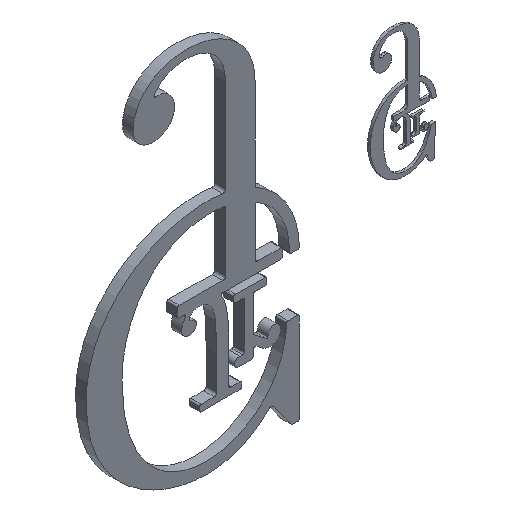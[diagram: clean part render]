
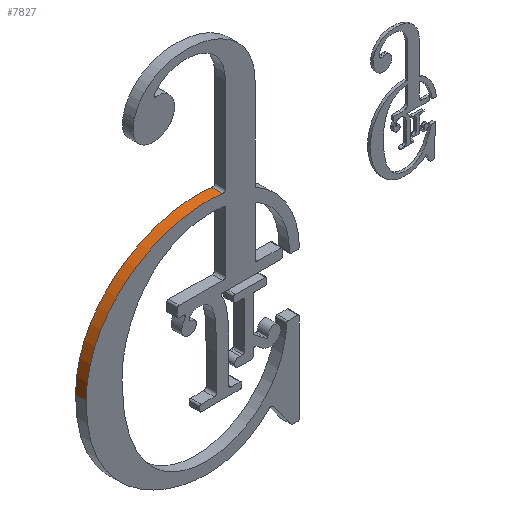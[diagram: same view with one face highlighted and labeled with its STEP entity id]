
A CAD part, isometric view. The second image highlights one B-rep face of the part: STEP entity #7827.
In plain terms, the highlighted free-form (B-spline) face has degree [5, 1] with [6, 2] control points.
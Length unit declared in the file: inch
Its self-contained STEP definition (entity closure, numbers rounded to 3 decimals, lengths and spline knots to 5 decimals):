
#244 = CARTESIAN_POINT ( 'NONE',  ( 0.72524, -0.1, -5.14448 ) ) ;
#708 = B_SPLINE_SURFACE_WITH_KNOTS ( 'NONE', 5, 1, ( 
 ( #3217, #244 ),
 ( #4409, #833 ),
 ( #5020, #1439 ),
 ( #5676, #2031 ),
 ( #6326, #2630 ),
 ( #6979, #3241 ) ),
 .UNSPECIFIED., .F., .F., .F.,
 ( 6, 6 ),
 ( 2, 2 ),
 ( 0., 0.53606 ),
 ( 0., 1. ),
 .UNSPECIFIED. ) ;
#833 = CARTESIAN_POINT ( 'NONE',  ( 0.72524, -0.1, -4.18996 ) ) ;
#976 = CARTESIAN_POINT ( 'NONE',  ( 0.72524, 0.1, -5.14448 ) ) ;
#1104 = CARTESIAN_POINT ( 'NONE',  ( 3.29856, -0.1, -3.04596 ) ) ;
#1186 = CARTESIAN_POINT ( 'NONE',  ( 0.72524, -0.1, -5.14448 ) ) ;
#1406 = EDGE_CURVE ( 'NONE', #5404, #7768, #2360, .T. ) ;
#1439 = CARTESIAN_POINT ( 'NONE',  ( 1.25172, -0.1, -3.50895 ) ) ;
#1516 = CARTESIAN_POINT ( 'NONE',  ( 1.96833, 0.1, -3.09698 ) ) ;
#1628 = EDGE_CURVE ( 'NONE', #6236, #5404, #2289, .T. ) ;
#1795 = CARTESIAN_POINT ( 'NONE',  ( 1.96833, -0.1, -3.09698 ) ) ;
#2031 = CARTESIAN_POINT ( 'NONE',  ( 1.96833, -0.1, -3.09698 ) ) ;
#2112 = CARTESIAN_POINT ( 'NONE',  ( 3.29856, 0.1, -3.04596 ) ) ;
#2227 = EDGE_LOOP ( 'NONE', ( #4353, #2871, #3066, #6648 ) ) ;
#2261 = CARTESIAN_POINT ( 'NONE',  ( 0.72524, 0.1, -5.14448 ) ) ;
#2289 = B_SPLINE_CURVE_WITH_KNOTS ( 'NONE', 5,
 ( #1186, #4753, #5397, #1795, #6063, #2388 ),
 .UNSPECIFIED., .F., .F.,
 ( 6, 6 ),
 ( 0., 0.53606 ),
 .UNSPECIFIED. ) ;
#2346 = VECTOR ( 'NONE', #5638, 39.37008 ) ;
#2360 = LINE ( 'NONE', #6291, #2346 ) ;
#2388 = CARTESIAN_POINT ( 'NONE',  ( 3.29856, -0.1, -3.04596 ) ) ;
#2630 = CARTESIAN_POINT ( 'NONE',  ( 2.68457, -0.1, -2.95783 ) ) ;
#2871 = ORIENTED_EDGE ( 'NONE', *, *, #1406, .T. ) ;
#3066 = ORIENTED_EDGE ( 'NONE', *, *, #5756, .F. ) ;
#3217 = CARTESIAN_POINT ( 'NONE',  ( 0.72524, 0.1, -5.14448 ) ) ;
#3241 = CARTESIAN_POINT ( 'NONE',  ( 3.29856, -0.1, -3.04596 ) ) ;
#3365 = DIRECTION ( 'NONE',  ( 0., -1., 0. ) ) ;
#3885 = CARTESIAN_POINT ( 'NONE',  ( 0.72524, 0.1, -4.18996 ) ) ;
#4306 = CARTESIAN_POINT ( 'NONE',  ( 0.72524, -0.1, -5.14448 ) ) ;
#4353 = ORIENTED_EDGE ( 'NONE', *, *, #1628, .T. ) ;
#4409 = CARTESIAN_POINT ( 'NONE',  ( 0.72524, 0.1, -4.18996 ) ) ;
#4753 = CARTESIAN_POINT ( 'NONE',  ( 0.72524, -0.1, -4.18996 ) ) ;
#4807 = VERTEX_POINT ( 'NONE', #2261 ) ;
#4888 = FACE_OUTER_BOUND ( 'NONE', #2227, .T. ) ;
#5020 = CARTESIAN_POINT ( 'NONE',  ( 1.25172, 0.1, -3.50895 ) ) ;
#5095 = CARTESIAN_POINT ( 'NONE',  ( 1.25172, 0.1, -3.50895 ) ) ;
#5288 = EDGE_CURVE ( 'NONE', #4807, #6236, #7199, .T. ) ;
#5397 = CARTESIAN_POINT ( 'NONE',  ( 1.25172, -0.1, -3.50895 ) ) ;
#5404 = VERTEX_POINT ( 'NONE', #1104 ) ;
#5638 = DIRECTION ( 'NONE',  ( 0., 1., 0. ) ) ;
#5676 = CARTESIAN_POINT ( 'NONE',  ( 1.96833, 0.1, -3.09698 ) ) ;
#5756 = EDGE_CURVE ( 'NONE', #4807, #7768, #7780, .T. ) ;
#5767 = CARTESIAN_POINT ( 'NONE',  ( 2.68457, 0.1, -2.95783 ) ) ;
#6063 = CARTESIAN_POINT ( 'NONE',  ( 2.68457, -0.1, -2.95783 ) ) ;
#6236 = VERTEX_POINT ( 'NONE', #4306 ) ;
#6291 = CARTESIAN_POINT ( 'NONE',  ( 3.29856, -0.1, -3.04596 ) ) ;
#6326 = CARTESIAN_POINT ( 'NONE',  ( 2.68457, 0.1, -2.95783 ) ) ;
#6648 = ORIENTED_EDGE ( 'NONE', *, *, #5288, .T. ) ;
#6837 = CARTESIAN_POINT ( 'NONE',  ( 3.29856, 0.1, -3.04596 ) ) ;
#6972 = CARTESIAN_POINT ( 'NONE',  ( 0.72524, 0.1, -5.14448 ) ) ;
#6979 = CARTESIAN_POINT ( 'NONE',  ( 3.29856, 0.1, -3.04596 ) ) ;
#7191 = VECTOR ( 'NONE', #3365, 39.37008 ) ;
#7199 = LINE ( 'NONE', #976, #7191 ) ;
#7768 = VERTEX_POINT ( 'NONE', #6837 ) ;
#7780 = B_SPLINE_CURVE_WITH_KNOTS ( 'NONE', 5,
 ( #6972, #3885, #5095, #1516, #5767, #2112 ),
 .UNSPECIFIED., .F., .F.,
 ( 6, 6 ),
 ( 0., 0.53606 ),
 .UNSPECIFIED. ) ;
#7827 = ADVANCED_FACE ( 'NONE', ( #4888 ), #708, .F. ) ;
